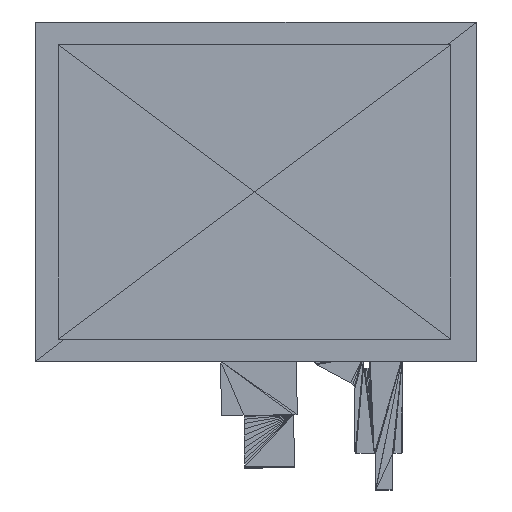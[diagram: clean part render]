
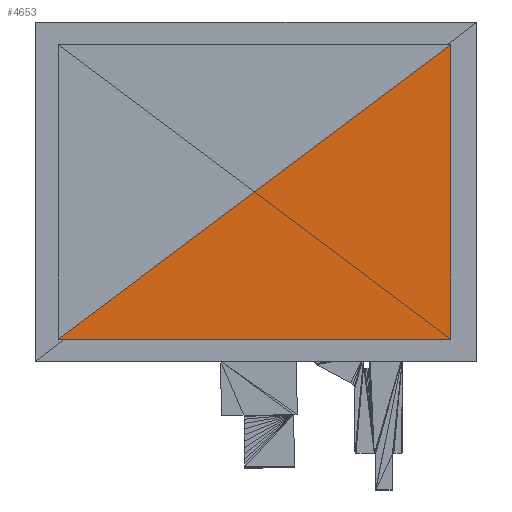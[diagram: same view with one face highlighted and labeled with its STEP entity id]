
A CAD part, top view. The second image highlights one B-rep face of the part: STEP entity #4653.
In plain terms, the highlighted planar face has unit normal (0, 0, 1).
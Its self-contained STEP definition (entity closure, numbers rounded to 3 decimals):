
#4469 = VERTEX_POINT('',#4470);
#4470 = CARTESIAN_POINT('',(-0.082,-0.061,
    0.001));
#4507 = VERTEX_POINT('',#4508);
#4508 = CARTESIAN_POINT('',(0.08,-0.061,
    0.001));
#4529 = VERTEX_POINT('',#4530);
#4530 = CARTESIAN_POINT('',(0.08,0.061,
    0.001));
#4587 = EDGE_CURVE('',#4529,#4507,#4588,.T.);
#4588 = LINE('',#4589,#4590);
#4589 = CARTESIAN_POINT('',(0.08,0.061,
    0.001));
#4590 = VECTOR('',#4591,1.);
#4591 = DIRECTION('',(0.,-1.,0.));
#4617 = EDGE_CURVE('',#4507,#4469,#4618,.T.);
#4618 = LINE('',#4619,#4620);
#4619 = CARTESIAN_POINT('',(0.08,-0.061,
    0.001));
#4620 = VECTOR('',#4621,1.);
#4621 = DIRECTION('',(-1.,0.,0.));
#4641 = EDGE_CURVE('',#4469,#4529,#4642,.T.);
#4642 = LINE('',#4643,#4644);
#4643 = CARTESIAN_POINT('',(-0.082,-0.061,
    0.001));
#4644 = VECTOR('',#4645,1.);
#4645 = DIRECTION('',(0.8,0.6,0.));
#4653 = ADVANCED_FACE('',(#4654),#4659,.T.);
#4654 = FACE_BOUND('',#4655,.T.);
#4655 = EDGE_LOOP('',(#4656,#4657,#4658));
#4656 = ORIENTED_EDGE('',*,*,#4587,.F.);
#4657 = ORIENTED_EDGE('',*,*,#4641,.F.);
#4658 = ORIENTED_EDGE('',*,*,#4617,.F.);
#4659 = PLANE('',#4660);
#4660 = AXIS2_PLACEMENT_3D('',#4661,#4662,#4663);
#4661 = CARTESIAN_POINT('',(0.02,-0.02,
    0.001));
#4662 = DIRECTION('',(0.,0.,1.));
#4663 = DIRECTION('',(1.,0.,-0.));
